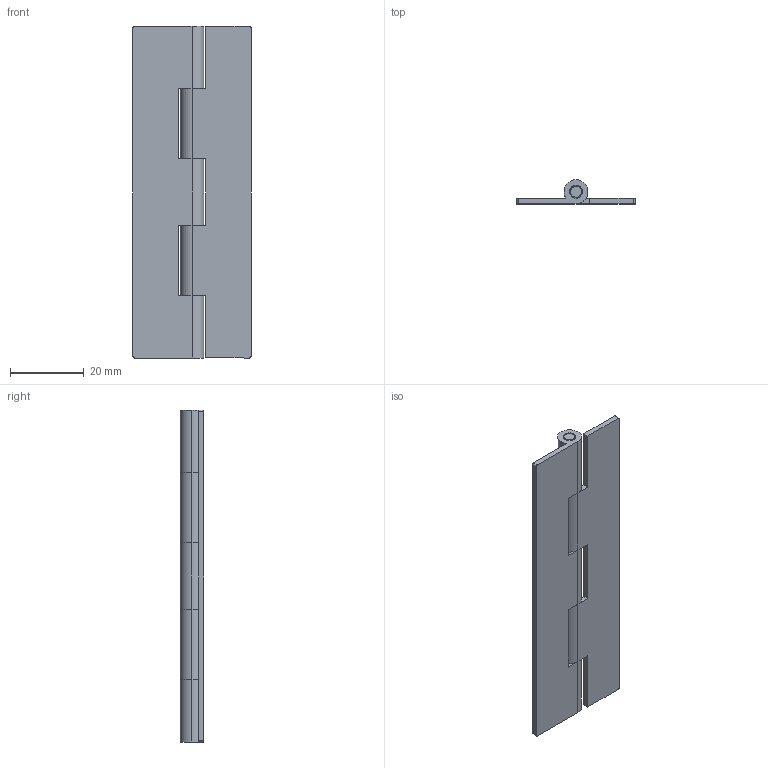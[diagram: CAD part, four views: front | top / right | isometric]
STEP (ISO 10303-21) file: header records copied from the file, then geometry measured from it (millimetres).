
FILE_DESCRIPTION (( 'STEP AP203' ), '1' );
FILE_NAME ('B-1027-8.STEP', '2008-11-26T06:59:16', ( ' ' ), ( ' ' ), 'SwSTEP 2.0', 'SolidWorks 2007', '' );
FILE_SCHEMA (( 'CONFIG_CONTROL_DESIGN' ));
Length unit declared in the file: millimetre
Products named in the file (4): B-1027-8僸儞僕B__棉太倌; B-1027-8; B-1027-8僸儞僕A__棉太倌; B-1027-8僔儍僼僩__棉太倌
Assembly tree (3 placements, depth 2):
  B-1027-8
    B-1027-8僔儍僼僩__棉太倌
    B-1027-8僸儞僕B__棉太倌
    B-1027-8僸儞僕A__棉太倌
Bounding box: 32 x 6.5 x 90 mm (x, y, z)
Volume: 6316.2 mm3; surface area: 8983.4 mm2
Topology: 3 solids, 3 shells, 56 faces, 150 edges, 100 vertices
Faces by surface type: cylinder 31, plane 25
Entity records: 2210 total; most frequent: DIRECTION 336, CARTESIAN_POINT 312, ORIENTED_EDGE 300, EDGE_CURVE 150, AXIS2_PLACEMENT_3D 124, VERTEX_POINT 100, VECTOR 88, LINE 88
